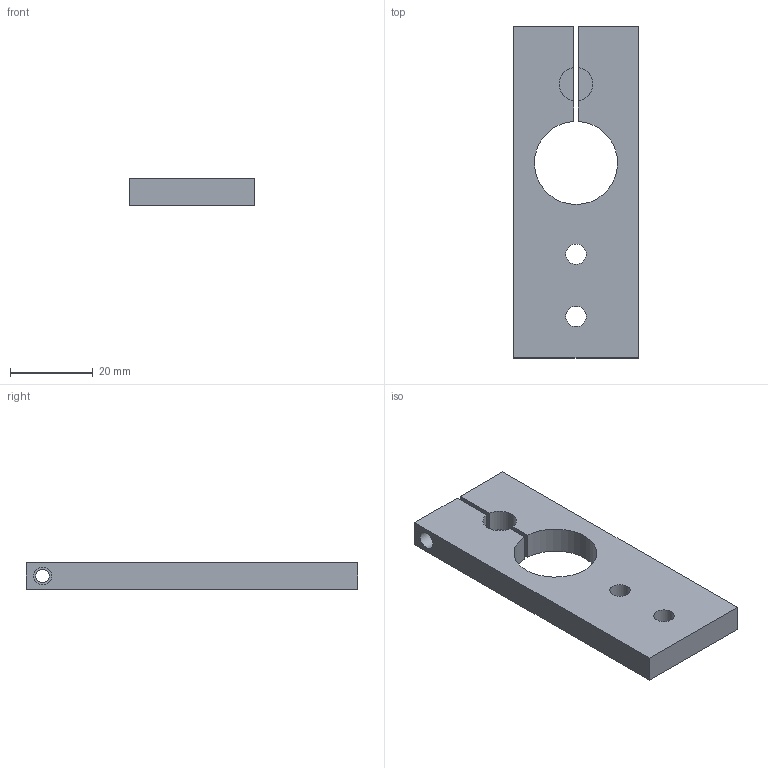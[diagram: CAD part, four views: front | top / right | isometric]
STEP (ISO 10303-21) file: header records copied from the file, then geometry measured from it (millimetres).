
FILE_DESCRIPTION(/* description */ ('Clampe pivot extérieure'),/* implementation_level */ '2;1');
FILE_NAME(/* name */ 'CO-MEC-GSE-0059-01.stp',/* time_stamp */ '2022-11-18T10:21:04+01:00',/* author */ ('exolab-5mv6l'),/* organization */ ('EXOTRAIL'),/* preprocessor_version */ 'ST-DEVELOPER v18.1',/* originating_system */ 'Autodesk Inventor 2022',/* authorisation */ '');
FILE_SCHEMA (('AUTOMOTIVE_DESIGN { 1 0 10303 214 3 1 1 }'));
Length unit declared in the file: millimetre
Products named in the file (1): CO-MEC-GSE-0059-01(A) (Flexpivot clamp fixed)
Bounding box: 30 x 80 x 6.5 mm (x, y, z)
Volume: 12592.3 mm3; surface area: 6713.6 mm2
Topology: 1 solids, 1 shells, 18 faces, 48 edges, 32 vertices
Faces by surface type: plane 11, cylinder 7
Full cylindrical faces by diameter (mm): 3.242 x1, 4.3 x1, 4.917 x2
Entity records: 625 total; most frequent: DIRECTION 100, CARTESIAN_POINT 99, ORIENTED_EDGE 96, EDGE_CURVE 48, LINE 34, VECTOR 34, AXIS2_PLACEMENT_3D 33, VERTEX_POINT 32
